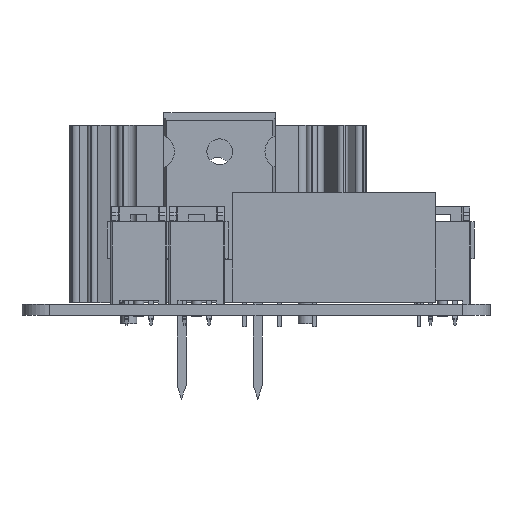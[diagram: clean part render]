
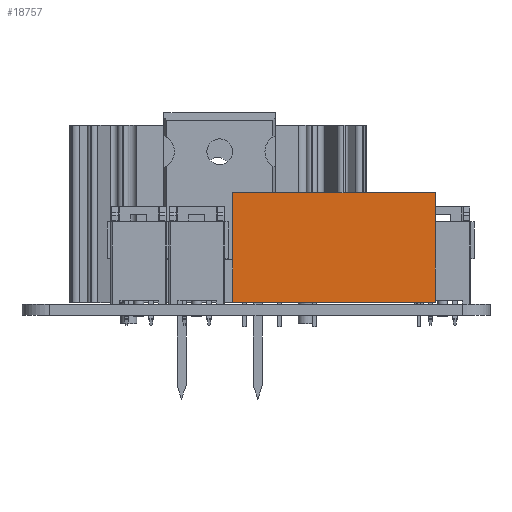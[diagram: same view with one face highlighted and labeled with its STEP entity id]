
A CAD part, front view. The second image highlights one B-rep face of the part: STEP entity #18757.
In plain terms, the highlighted planar face has unit normal (0, -1, 0).
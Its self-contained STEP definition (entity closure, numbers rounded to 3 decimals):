
#18365 = EDGE_CURVE('',#18366,#18368,#18370,.T.);
#18366 = VERTEX_POINT('',#18367);
#18367 = CARTESIAN_POINT('',(25.663,-17.896,0.3));
#18368 = VERTEX_POINT('',#18369);
#18369 = CARTESIAN_POINT('',(25.663,-17.896,16.));
#18370 = LINE('',#18371,#18372);
#18371 = CARTESIAN_POINT('',(25.663,-17.896,8.15));
#18372 = VECTOR('',#18373,1.);
#18373 = DIRECTION('',(0.,0.,1.));
#18405 = EDGE_CURVE('',#18406,#18408,#18410,.T.);
#18406 = VERTEX_POINT('',#18407);
#18407 = CARTESIAN_POINT('',(-3.337,-17.896,0.3));
#18408 = VERTEX_POINT('',#18409);
#18409 = CARTESIAN_POINT('',(-3.337,-17.896,16.));
#18410 = LINE('',#18411,#18412);
#18411 = CARTESIAN_POINT('',(-3.337,-17.896,8.15));
#18412 = VECTOR('',#18413,1.);
#18413 = DIRECTION('',(0.,0.,1.));
#18649 = EDGE_CURVE('',#18366,#18406,#18650,.T.);
#18650 = LINE('',#18651,#18652);
#18651 = CARTESIAN_POINT('',(11.163,-17.896,0.3));
#18652 = VECTOR('',#18653,1.);
#18653 = DIRECTION('',(-1.,0.,0.));
#18739 = EDGE_CURVE('',#18368,#18408,#18740,.T.);
#18740 = LINE('',#18741,#18742);
#18741 = CARTESIAN_POINT('',(11.163,-17.896,16.));
#18742 = VECTOR('',#18743,1.);
#18743 = DIRECTION('',(-1.,0.,0.));
#18757 = ADVANCED_FACE('',(#18758),#18764,.F.);
#18758 = FACE_BOUND('',#18759,.T.);
#18759 = EDGE_LOOP('',(#18760,#18761,#18762,#18763));
#18760 = ORIENTED_EDGE('',*,*,#18365,.T.);
#18761 = ORIENTED_EDGE('',*,*,#18739,.T.);
#18762 = ORIENTED_EDGE('',*,*,#18405,.F.);
#18763 = ORIENTED_EDGE('',*,*,#18649,.F.);
#18764 = PLANE('',#18765);
#18765 = AXIS2_PLACEMENT_3D('',#18766,#18767,#18768);
#18766 = CARTESIAN_POINT('',(11.163,-17.896,8.15));
#18767 = DIRECTION('',(0.,1.,0.));
#18768 = DIRECTION('',(-1.,0.,0.));
